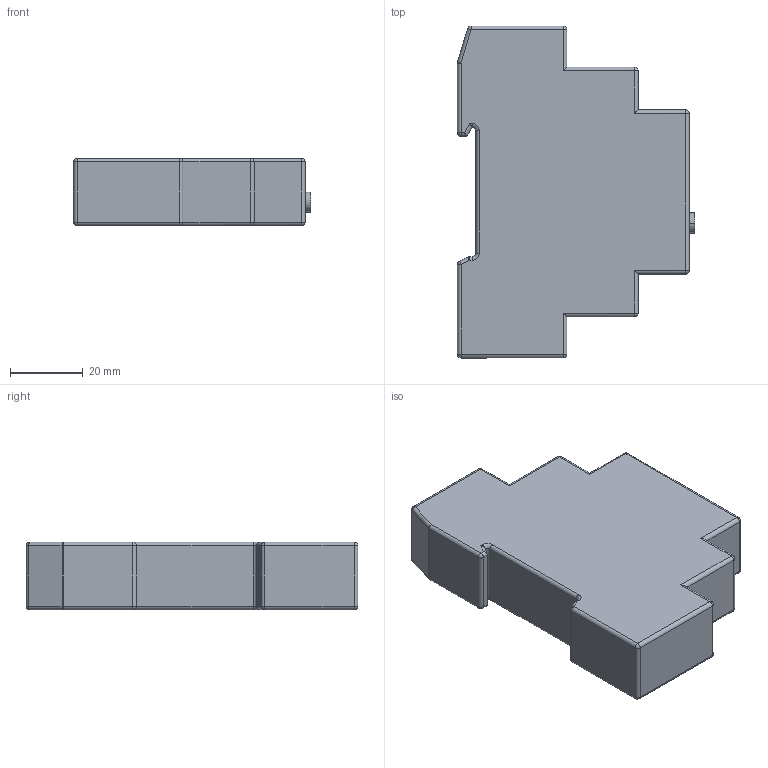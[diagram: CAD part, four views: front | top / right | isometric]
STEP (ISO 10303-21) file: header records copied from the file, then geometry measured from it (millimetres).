
FILE_DESCRIPTION (( 'STEP AP214' ), '1' );
FILE_NAME ('17CDJS18.STEP', '2025-03-31T01:17:11', ( '' ), ( 'Microsoft' ), 'SwSTEP 2.0', 'SolidWorks 2014', '' );
FILE_SCHEMA (( 'AUTOMOTIVE_DESIGN' ));
Length unit declared in the file: millimetre
Products named in the file (1): 17CDJS18
Bounding box: 65 x 91 x 18.5 mm (x, y, z)
Volume: 83166.2 mm3; surface area: 14671.7 mm2
Topology: 1 solids, 1 shells, 135 faces, 297 edges, 154 vertices
Faces by surface type: cylinder 72, plane 35, sphere 24, torus 4
Entity records: 3513 total; most frequent: DIRECTION 661, CARTESIAN_POINT 603, ORIENTED_EDGE 554, EDGE_CURVE 277, AXIS2_PLACEMENT_3D 260, VERTEX_POINT 154, EDGE_LOOP 145, LINE 141
